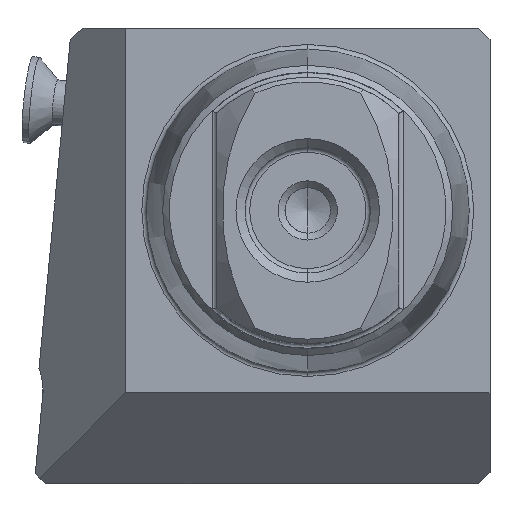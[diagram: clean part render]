
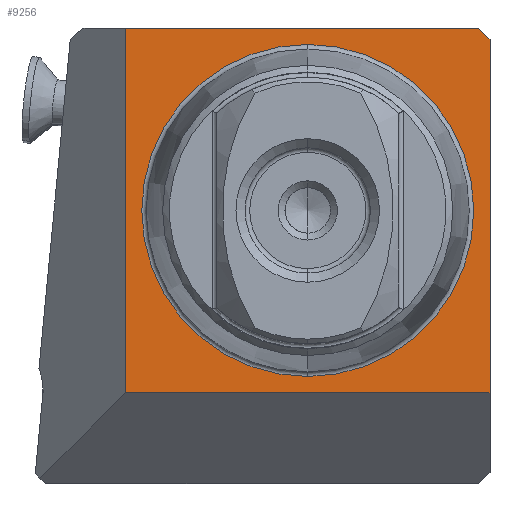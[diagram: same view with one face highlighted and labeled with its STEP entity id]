
A CAD part, left-side view. The second image highlights one B-rep face of the part: STEP entity #9256.
In plain terms, the highlighted planar face has unit normal (-1, 0, 0).
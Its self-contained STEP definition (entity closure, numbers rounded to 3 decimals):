
#45 = PLANE ( 'NONE',  #9495 ) ;
#102 = DIRECTION ( 'NONE',  ( 0., 0., -1. ) ) ;
#181 = VERTEX_POINT ( 'NONE', #2831 ) ;
#229 = CARTESIAN_POINT ( 'NONE',  ( 0., -7.5, 8. ) ) ;
#431 = CARTESIAN_POINT ( 'NONE',  ( 0., -7.5, 8. ) ) ;
#683 = ORIENTED_EDGE ( 'NONE', *, *, #3079, .T. ) ;
#706 = ORIENTED_EDGE ( 'NONE', *, *, #9079, .F. ) ;
#846 = DIRECTION ( 'NONE',  ( 0., 0., 1. ) ) ;
#910 = CARTESIAN_POINT ( 'NONE',  ( 0., -8., 0. ) ) ;
#969 = VECTOR ( 'NONE', #5843, 1000. ) ;
#980 = EDGE_CURVE ( 'NONE', #8979, #6835, #7090, .T. ) ;
#1244 = DIRECTION ( 'NONE',  ( 0., 0., 1. ) ) ;
#1350 = ORIENTED_EDGE ( 'NONE', *, *, #4286, .F. ) ;
#2002 = CARTESIAN_POINT ( 'NONE',  ( 0., 8., -12. ) ) ;
#2003 = DIRECTION ( 'NONE',  ( -1., 0., 0. ) ) ;
#2119 = CARTESIAN_POINT ( 'NONE',  ( 0., -8., -8. ) ) ;
#2174 = CARTESIAN_POINT ( 'NONE',  ( 0., 0., 0. ) ) ;
#2239 = LINE ( 'NONE', #9085, #6594 ) ;
#2475 = DIRECTION ( 'NONE',  ( 0., 1., 0. ) ) ;
#2799 = LINE ( 'NONE', #2002, #969 ) ;
#2831 = CARTESIAN_POINT ( 'NONE',  ( 0., 0., 7.287 ) ) ;
#3079 = EDGE_CURVE ( 'NONE', #6835, #7594, #2239, .T. ) ;
#3169 = CARTESIAN_POINT ( 'NONE',  ( 0., 7.287, 0. ) ) ;
#3337 = VERTEX_POINT ( 'NONE', #9623 ) ;
#3359 = CARTESIAN_POINT ( 'NONE',  ( 0., 0., 0. ) ) ;
#3398 = ORIENTED_EDGE ( 'NONE', *, *, #5334, .F. ) ;
#3750 = CARTESIAN_POINT ( 'NONE',  ( 0., -8., -8. ) ) ;
#3905 = AXIS2_PLACEMENT_3D ( 'NONE', #2174, #9873, #6608 ) ;
#3931 = VERTEX_POINT ( 'NONE', #5498 ) ;
#3988 = EDGE_LOOP ( 'NONE', ( #5327, #6826, #683, #1350, #9067 ) ) ;
#4286 = EDGE_CURVE ( 'NONE', #3931, #7594, #2799, .T. ) ;
#4896 = EDGE_LOOP ( 'NONE', ( #3398, #706 ) ) ;
#5327 = ORIENTED_EDGE ( 'NONE', *, *, #9237, .T. ) ;
#5334 = EDGE_CURVE ( 'NONE', #181, #3337, #8363, .T. ) ;
#5372 = FACE_BOUND ( 'NONE', #4896, .T. ) ;
#5498 = CARTESIAN_POINT ( 'NONE',  ( 0., 8., -8. ) ) ;
#5575 = CARTESIAN_POINT ( 'NONE',  ( 0., 8., 8. ) ) ;
#5843 = DIRECTION ( 'NONE',  ( 0., 0., 1. ) ) ;
#5980 = VECTOR ( 'NONE', #9202, 1000. ) ;
#6165 = LINE ( 'NONE', #910, #8209 ) ;
#6594 = VECTOR ( 'NONE', #2475, 1000. ) ;
#6608 = DIRECTION ( 'NONE',  ( 0., 0., 1. ) ) ;
#6620 = EDGE_CURVE ( 'NONE', #7865, #3931, #7641, .T. ) ;
#6826 = ORIENTED_EDGE ( 'NONE', *, *, #980, .T. ) ;
#6835 = VERTEX_POINT ( 'NONE', #431 ) ;
#7090 = LINE ( 'NONE', #229, #9170 ) ;
#7147 = DIRECTION ( 'NONE',  ( 0., 0.707, 0.707 ) ) ;
#7217 = CARTESIAN_POINT ( 'NONE',  ( 0., -8., 7.5 ) ) ;
#7594 = VERTEX_POINT ( 'NONE', #5575 ) ;
#7641 = LINE ( 'NONE', #3750, #5980 ) ;
#7865 = VERTEX_POINT ( 'NONE', #2119 ) ;
#8209 = VECTOR ( 'NONE', #846, 1000. ) ;
#8363 = CIRCLE ( 'NONE', #8856, 7.287 ) ;
#8617 = FACE_OUTER_BOUND ( 'NONE', #3988, .T. ) ;
#8693 = CIRCLE ( 'NONE', #3905, 7.287 ) ;
#8856 = AXIS2_PLACEMENT_3D ( 'NONE', #3359, #2003, #1244 ) ;
#8979 = VERTEX_POINT ( 'NONE', #7217 ) ;
#9067 = ORIENTED_EDGE ( 'NONE', *, *, #6620, .F. ) ;
#9079 = EDGE_CURVE ( 'NONE', #3337, #181, #8693, .T. ) ;
#9085 = CARTESIAN_POINT ( 'NONE',  ( 0., 7.287, 8. ) ) ;
#9170 = VECTOR ( 'NONE', #7147, 1000. ) ;
#9202 = DIRECTION ( 'NONE',  ( 0., 1., 0. ) ) ;
#9217 = DIRECTION ( 'NONE',  ( 1., 0., 0. ) ) ;
#9237 = EDGE_CURVE ( 'NONE', #7865, #8979, #6165, .T. ) ;
#9256 = ADVANCED_FACE ( 'NONE', ( #5372, #8617 ), #45, .F. ) ;
#9495 = AXIS2_PLACEMENT_3D ( 'NONE', #3169, #9217, #102 ) ;
#9623 = CARTESIAN_POINT ( 'NONE',  ( 0., 0., -7.287 ) ) ;
#9873 = DIRECTION ( 'NONE',  ( -1., 0., 0. ) ) ;
